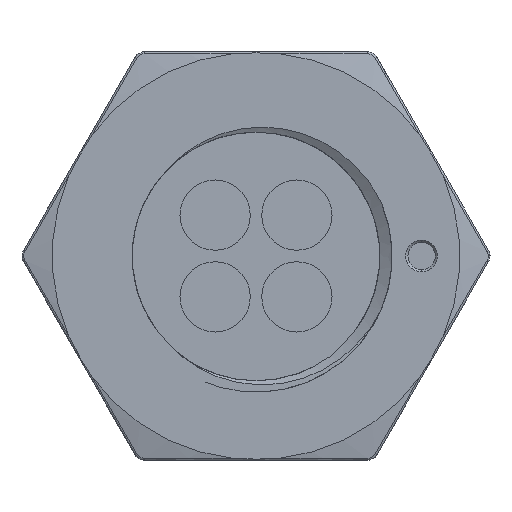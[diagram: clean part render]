
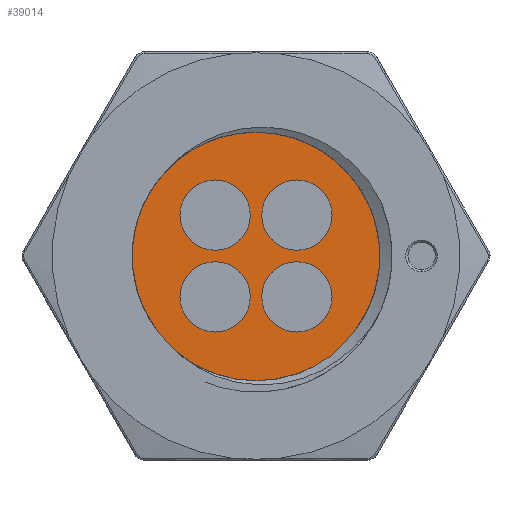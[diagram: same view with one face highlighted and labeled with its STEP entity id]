
A CAD part, left-side view. The second image highlights one B-rep face of the part: STEP entity #39014.
In plain terms, the highlighted planar face has unit normal (-1, 0, 0).
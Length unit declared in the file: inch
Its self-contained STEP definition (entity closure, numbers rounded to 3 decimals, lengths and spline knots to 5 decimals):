
#104 = FACE_OUTER_BOUND ( 'NONE', #41996, .T. ) ;
#318 = VERTEX_POINT ( 'NONE', #35593 ) ;
#328 = DIRECTION ( 'NONE',  ( -1., 0., 0. ) ) ;
#709 = EDGE_CURVE ( 'NONE', #318, #33461, #18269, .T. ) ;
#907 = CARTESIAN_POINT ( 'NONE',  ( -0.76772, -0.12857, -0.17424 ) ) ;
#1036 = CARTESIAN_POINT ( 'NONE',  ( -0.76772, -0.15209, 0.15183 ) ) ;
#1961 = ORIENTED_EDGE ( 'NONE', *, *, #20669, .F. ) ;
#2032 = ORIENTED_EDGE ( 'NONE', *, *, #23345, .T. ) ;
#2685 = AXIS2_PLACEMENT_3D ( 'NONE', #41516, #41068, #12898 ) ;
#2725 = CARTESIAN_POINT ( 'NONE',  ( -0.76772, 0., 0. ) ) ;
#2757 = CIRCLE ( 'NONE', #13185, 0.21654 ) ;
#3309 = CIRCLE ( 'NONE', #37651, 0.06102 ) ;
#3321 = ORIENTED_EDGE ( 'NONE', *, *, #18834, .T. ) ;
#3433 = DIRECTION ( 'NONE',  ( -1., 0., 0. ) ) ;
#3690 = B_SPLINE_CURVE_WITH_KNOTS ( 'NONE', 3,
 ( #25025, #10115, #7083, #24362 ),
 .UNSPECIFIED., .F., .F.,
 ( 4, 4 ),
 ( 0., 0.00083 ),
 .UNSPECIFIED. ) ;
#3735 = CIRCLE ( 'NONE', #14949, 0.06102 ) ;
#4088 = AXIS2_PLACEMENT_3D ( 'NONE', #33639, #8937, #26645 ) ;
#4214 = VERTEX_POINT ( 'NONE', #24182 ) ;
#4609 = ORIENTED_EDGE ( 'NONE', *, *, #22454, .T. ) ;
#4911 = DIRECTION ( 'NONE',  ( 1., 0., 0. ) ) ;
#5146 = CARTESIAN_POINT ( 'NONE',  ( -0.76772, 0., -0.21654 ) ) ;
#5257 = CARTESIAN_POINT ( 'NONE',  ( -0.76772, 0.07099, -0.00997 ) ) ;
#5767 = FACE_BOUND ( 'NONE', #21896, .T. ) ;
#5810 = CARTESIAN_POINT ( 'NONE',  ( -0.76772, 0., 0.21654 ) ) ;
#6000 = DIRECTION ( 'NONE',  ( -1., 0., 0. ) ) ;
#6919 = VERTEX_POINT ( 'NONE', #907 ) ;
#7083 = CARTESIAN_POINT ( 'NONE',  ( -0.76772, -0.14481, -0.15989 ) ) ;
#7326 = ORIENTED_EDGE ( 'NONE', *, *, #9063, .T. ) ;
#8276 = CARTESIAN_POINT ( 'NONE',  ( -0.76772, -0.14481, 0.15989 ) ) ;
#8937 = DIRECTION ( 'NONE',  ( 1., 0., 0. ) ) ;
#9063 = EDGE_CURVE ( 'NONE', #17683, #35358, #32754, .T. ) ;
#9327 = CARTESIAN_POINT ( 'NONE',  ( -0.76772, 0.07099, -0.07099 ) ) ;
#9605 = CARTESIAN_POINT ( 'NONE',  ( -0.76772, -0.12857, 0.17424 ) ) ;
#10115 = CARTESIAN_POINT ( 'NONE',  ( -0.76772, -0.13697, -0.16736 ) ) ;
#10138 = CARTESIAN_POINT ( 'NONE',  ( -0.76772, 0.07099, -0.07099 ) ) ;
#10188 = DIRECTION ( 'NONE',  ( 0., 0., 1. ) ) ;
#10885 = ORIENTED_EDGE ( 'NONE', *, *, #709, .T. ) ;
#11719 = AXIS2_PLACEMENT_3D ( 'NONE', #14160, #328, #39060 ) ;
#12698 = EDGE_CURVE ( 'NONE', #42694, #23753, #39606, .T. ) ;
#12735 = DIRECTION ( 'NONE',  ( 1., 0., 0. ) ) ;
#12898 = DIRECTION ( 'NONE',  ( 0., 0., 1. ) ) ;
#13185 = AXIS2_PLACEMENT_3D ( 'NONE', #20345, #38245, #24505 ) ;
#13441 = DIRECTION ( 'NONE',  ( 1., 0., 0. ) ) ;
#13706 = EDGE_LOOP ( 'NONE', ( #10885, #40087 ) ) ;
#14160 = CARTESIAN_POINT ( 'NONE',  ( -0.76772, 0., 0. ) ) ;
#14949 = AXIS2_PLACEMENT_3D ( 'NONE', #20565, #30563, #31016 ) ;
#15079 = VERTEX_POINT ( 'NONE', #27084 ) ;
#15171 = DIRECTION ( 'NONE',  ( 0., 0., 1. ) ) ;
#15539 = CARTESIAN_POINT ( 'NONE',  ( -0.76772, -0.07099, 0.07099 ) ) ;
#15634 = AXIS2_PLACEMENT_3D ( 'NONE', #9327, #4911, #23571 ) ;
#17163 = CARTESIAN_POINT ( 'NONE',  ( -0.76772, -0.07099, -0.07099 ) ) ;
#17217 = CARTESIAN_POINT ( 'NONE',  ( -0.76772, -0.07099, -0.00997 ) ) ;
#17276 = CARTESIAN_POINT ( 'NONE',  ( -0.76772, -0.07099, 0.00997 ) ) ;
#17683 = VERTEX_POINT ( 'NONE', #22965 ) ;
#17886 = EDGE_CURVE ( 'NONE', #24146, #15079, #32247, .T. ) ;
#18269 = CIRCLE ( 'NONE', #4088, 0.06102 ) ;
#18609 = CIRCLE ( 'NONE', #15634, 0.06102 ) ;
#18650 = CARTESIAN_POINT ( 'NONE',  ( -0.76772, -0.07099, 0.07099 ) ) ;
#18834 = EDGE_CURVE ( 'NONE', #41641, #41274, #20165, .T. ) ;
#20030 = FACE_BOUND ( 'NONE', #29026, .T. ) ;
#20165 = B_SPLINE_CURVE_WITH_KNOTS ( 'NONE', 3,
 ( #1036, #8276, #43446, #32498 ),
 .UNSPECIFIED., .F., .F.,
 ( 4, 4 ),
 ( 0., 0.00083 ),
 .UNSPECIFIED. ) ;
#20345 = CARTESIAN_POINT ( 'NONE',  ( -0.76772, 0., 0. ) ) ;
#20351 = CIRCLE ( 'NONE', #42635, 0.06102 ) ;
#20565 = CARTESIAN_POINT ( 'NONE',  ( -0.76772, 0.07099, 0.07099 ) ) ;
#20669 = EDGE_CURVE ( 'NONE', #23753, #42694, #3309, .T. ) ;
#21607 = PLANE ( 'NONE',  #11719 ) ;
#21699 = DIRECTION ( 'NONE',  ( -1., 0., 0. ) ) ;
#21896 = EDGE_LOOP ( 'NONE', ( #26160, #7326 ) ) ;
#22454 = EDGE_CURVE ( 'NONE', #41274, #23636, #27227, .T. ) ;
#22965 = CARTESIAN_POINT ( 'NONE',  ( -0.76772, 0.07099, -0.13201 ) ) ;
#23345 = EDGE_CURVE ( 'NONE', #23636, #30193, #2757, .T. ) ;
#23571 = DIRECTION ( 'NONE',  ( 0., 0., 1. ) ) ;
#23636 = VERTEX_POINT ( 'NONE', #5810 ) ;
#23753 = VERTEX_POINT ( 'NONE', #17276 ) ;
#24020 = ORIENTED_EDGE ( 'NONE', *, *, #12698, .F. ) ;
#24146 = VERTEX_POINT ( 'NONE', #17217 ) ;
#24182 = CARTESIAN_POINT ( 'NONE',  ( -0.76772, -0.15209, -0.15183 ) ) ;
#24362 = CARTESIAN_POINT ( 'NONE',  ( -0.76772, -0.15209, -0.15183 ) ) ;
#24505 = DIRECTION ( 'NONE',  ( 0., 0., 1. ) ) ;
#25025 = CARTESIAN_POINT ( 'NONE',  ( -0.76772, -0.12857, -0.17424 ) ) ;
#25204 = AXIS2_PLACEMENT_3D ( 'NONE', #2725, #6000, #45801 ) ;
#26019 = EDGE_CURVE ( 'NONE', #30193, #6919, #29685, .T. ) ;
#26160 = ORIENTED_EDGE ( 'NONE', *, *, #42563, .T. ) ;
#26365 = EDGE_LOOP ( 'NONE', ( #24020, #1961 ) ) ;
#26425 = DIRECTION ( 'NONE',  ( -1., 0., 0. ) ) ;
#26645 = DIRECTION ( 'NONE',  ( 0., 0., 1. ) ) ;
#26680 = DIRECTION ( 'NONE',  ( 0., 0., 1. ) ) ;
#27084 = CARTESIAN_POINT ( 'NONE',  ( -0.76772, -0.07099, -0.13201 ) ) ;
#27227 = CIRCLE ( 'NONE', #2685, 0.21654 ) ;
#27323 = EDGE_CURVE ( 'NONE', #4214, #41641, #43804, .T. ) ;
#27603 = DIRECTION ( 'NONE',  ( 0., 0., 1. ) ) ;
#29026 = EDGE_LOOP ( 'NONE', ( #34436, #38396 ) ) ;
#29685 = CIRCLE ( 'NONE', #25204, 0.21654 ) ;
#30193 = VERTEX_POINT ( 'NONE', #5146 ) ;
#30563 = DIRECTION ( 'NONE',  ( 1., 0., 0. ) ) ;
#31002 = CARTESIAN_POINT ( 'NONE',  ( -0.76772, -0.07099, 0.13201 ) ) ;
#31016 = DIRECTION ( 'NONE',  ( 0., 0., 1. ) ) ;
#31940 = EDGE_CURVE ( 'NONE', #15079, #24146, #20351, .T. ) ;
#32247 = CIRCLE ( 'NONE', #35954, 0.06102 ) ;
#32498 = CARTESIAN_POINT ( 'NONE',  ( -0.76772, -0.12857, 0.17424 ) ) ;
#32754 = CIRCLE ( 'NONE', #39472, 0.06102 ) ;
#33461 = VERTEX_POINT ( 'NONE', #37071 ) ;
#33639 = CARTESIAN_POINT ( 'NONE',  ( -0.76772, 0.07099, 0.07099 ) ) ;
#34166 = DIRECTION ( 'NONE',  ( 0., 0., 1. ) ) ;
#34436 = ORIENTED_EDGE ( 'NONE', *, *, #17886, .T. ) ;
#34832 = CARTESIAN_POINT ( 'NONE',  ( -0.76772, -0.07099, -0.07099 ) ) ;
#35358 = VERTEX_POINT ( 'NONE', #5257 ) ;
#35593 = CARTESIAN_POINT ( 'NONE',  ( -0.76772, 0.07099, 0.13201 ) ) ;
#35783 = ORIENTED_EDGE ( 'NONE', *, *, #26019, .T. ) ;
#35954 = AXIS2_PLACEMENT_3D ( 'NONE', #17163, #39857, #27603 ) ;
#37071 = CARTESIAN_POINT ( 'NONE',  ( -0.76772, 0.07099, 0.00997 ) ) ;
#37651 = AXIS2_PLACEMENT_3D ( 'NONE', #15539, #26425, #40647 ) ;
#38222 = ORIENTED_EDGE ( 'NONE', *, *, #42125, .T. ) ;
#38245 = DIRECTION ( 'NONE',  ( -1., 0., 0. ) ) ;
#38396 = ORIENTED_EDGE ( 'NONE', *, *, #31940, .T. ) ;
#38885 = AXIS2_PLACEMENT_3D ( 'NONE', #18650, #21699, #15171 ) ;
#39014 = ADVANCED_FACE ( 'NONE', ( #44676, #5767, #20030, #44901, #104 ), #21607, .T. ) ;
#39060 = DIRECTION ( 'NONE',  ( 0., 0., 1. ) ) ;
#39294 = ORIENTED_EDGE ( 'NONE', *, *, #27323, .T. ) ;
#39472 = AXIS2_PLACEMENT_3D ( 'NONE', #10138, #13441, #34166 ) ;
#39606 = CIRCLE ( 'NONE', #38885, 0.06102 ) ;
#39857 = DIRECTION ( 'NONE',  ( 1., 0., 0. ) ) ;
#40087 = ORIENTED_EDGE ( 'NONE', *, *, #43770, .T. ) ;
#40647 = DIRECTION ( 'NONE',  ( 0., 0., 1. ) ) ;
#41068 = DIRECTION ( 'NONE',  ( -1., 0., 0. ) ) ;
#41274 = VERTEX_POINT ( 'NONE', #9605 ) ;
#41516 = CARTESIAN_POINT ( 'NONE',  ( -0.76772, 0., 0. ) ) ;
#41641 = VERTEX_POINT ( 'NONE', #42762 ) ;
#41996 = EDGE_LOOP ( 'NONE', ( #38222, #39294, #3321, #4609, #2032, #35783 ) ) ;
#42113 = CARTESIAN_POINT ( 'NONE',  ( -0.76772, 0., 0. ) ) ;
#42125 = EDGE_CURVE ( 'NONE', #6919, #4214, #3690, .T. ) ;
#42563 = EDGE_CURVE ( 'NONE', #35358, #17683, #18609, .T. ) ;
#42635 = AXIS2_PLACEMENT_3D ( 'NONE', #34832, #12735, #26680 ) ;
#42694 = VERTEX_POINT ( 'NONE', #31002 ) ;
#42762 = CARTESIAN_POINT ( 'NONE',  ( -0.76772, -0.15209, 0.15183 ) ) ;
#43025 = AXIS2_PLACEMENT_3D ( 'NONE', #42113, #3433, #10188 ) ;
#43446 = CARTESIAN_POINT ( 'NONE',  ( -0.76772, -0.13697, 0.16736 ) ) ;
#43770 = EDGE_CURVE ( 'NONE', #33461, #318, #3735, .T. ) ;
#43804 = CIRCLE ( 'NONE', #43025, 0.2149 ) ;
#44676 = FACE_BOUND ( 'NONE', #13706, .T. ) ;
#44901 = FACE_BOUND ( 'NONE', #26365, .T. ) ;
#45801 = DIRECTION ( 'NONE',  ( 0., 0., 1. ) ) ;
